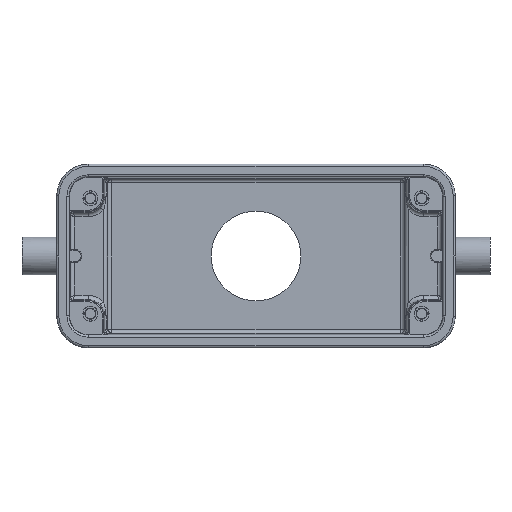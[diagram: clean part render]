
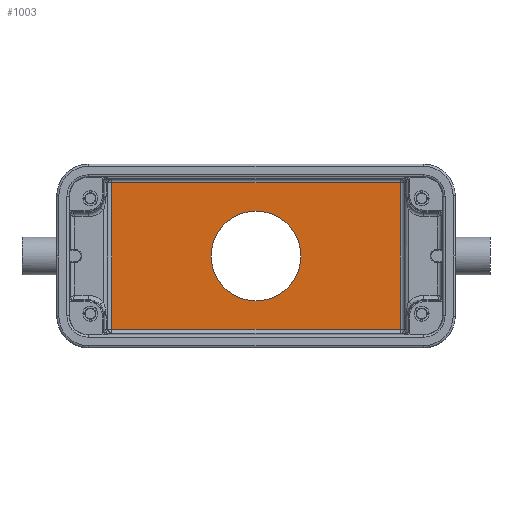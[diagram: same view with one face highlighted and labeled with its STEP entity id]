
A CAD part, front view. The second image highlights one B-rep face of the part: STEP entity #1003.
In plain terms, the highlighted planar face has unit normal (0, -1, 0).
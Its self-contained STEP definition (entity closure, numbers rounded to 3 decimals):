
#417=FACE_BOUND('',#1887,.T.);
#418=FACE_BOUND('',#1888,.T.);
#628=PLANE('',#7767);
#1003=ADVANCED_FACE('',(#417,#418),#628,.F.);
#1887=EDGE_LOOP('',(#4948,#4949));
#1888=EDGE_LOOP('',(#4950,#4951,#4952,#4953));
#2503=LINE('',#12748,#3151);
#2527=LINE('',#13177,#3175);
#2529=LINE('',#13180,#3177);
#2530=LINE('',#13182,#3178);
#3151=VECTOR('',#9418,1.);
#3175=VECTOR('',#9512,1.);
#3177=VECTOR('',#9516,1.);
#3178=VECTOR('',#9517,1.);
#4948=ORIENTED_EDGE('',*,*,#6674,.F.);
#4949=ORIENTED_EDGE('',*,*,#6675,.F.);
#4950=ORIENTED_EDGE('',*,*,#6775,.T.);
#4951=ORIENTED_EDGE('',*,*,#6837,.T.);
#4952=ORIENTED_EDGE('',*,*,#6839,.T.);
#4953=ORIENTED_EDGE('',*,*,#6840,.T.);
#5776=VERTEX_POINT('',#12363);
#5777=VERTEX_POINT('',#12365);
#5783=VERTEX_POINT('',#12387);
#5846=VERTEX_POINT('',#12747);
#5847=VERTEX_POINT('',#12749);
#5878=VERTEX_POINT('',#13181);
#6674=EDGE_CURVE('',#5777,#5776,#7128,.T.);
#6675=EDGE_CURVE('',#5776,#5777,#7129,.T.);
#6775=EDGE_CURVE('',#5847,#5846,#2503,.T.);
#6837=EDGE_CURVE('',#5846,#5783,#2527,.T.);
#6839=EDGE_CURVE('',#5783,#5878,#2529,.T.);
#6840=EDGE_CURVE('',#5878,#5847,#2530,.T.);
#7128=CIRCLE('',#7642,10.5);
#7129=CIRCLE('',#7644,10.5);
#7642=AXIS2_PLACEMENT_3D('',#12366,#9204,#9205);
#7644=AXIS2_PLACEMENT_3D('',#12368,#9208,#9209);
#7767=AXIS2_PLACEMENT_3D('',#13183,#9518,#9519);
#9204=DIRECTION('',(0.,-1.,0.));
#9205=DIRECTION('',(-1.,0.,0.));
#9208=DIRECTION('',(0.,-1.,0.));
#9209=DIRECTION('',(1.,0.,0.));
#9418=DIRECTION('',(0.,0.,1.));
#9512=DIRECTION('',(-1.,0.,0.));
#9516=DIRECTION('',(0.,0.,-1.));
#9517=DIRECTION('',(1.,0.,0.));
#9518=DIRECTION('',(0.,1.,0.));
#9519=DIRECTION('',(0.,0.,1.));
#12363=CARTESIAN_POINT('',(10.5,42.,0.));
#12365=CARTESIAN_POINT('',(-10.5,42.,0.));
#12366=CARTESIAN_POINT('',(0.,42.,0.));
#12368=CARTESIAN_POINT('',(0.,42.,0.));
#12387=CARTESIAN_POINT('',(-33.75,42.,17.142));
#12747=CARTESIAN_POINT('',(33.75,42.,17.142));
#12748=CARTESIAN_POINT('',(33.75,42.,-17.142));
#12749=CARTESIAN_POINT('',(33.75,42.,-17.142));
#13177=CARTESIAN_POINT('',(33.75,42.,17.142));
#13180=CARTESIAN_POINT('',(-33.75,42.,17.142));
#13181=CARTESIAN_POINT('',(-33.75,42.,-17.142));
#13182=CARTESIAN_POINT('',(-33.75,42.,-17.142));
#13183=CARTESIAN_POINT('',(43.75,42.,-18.5));
